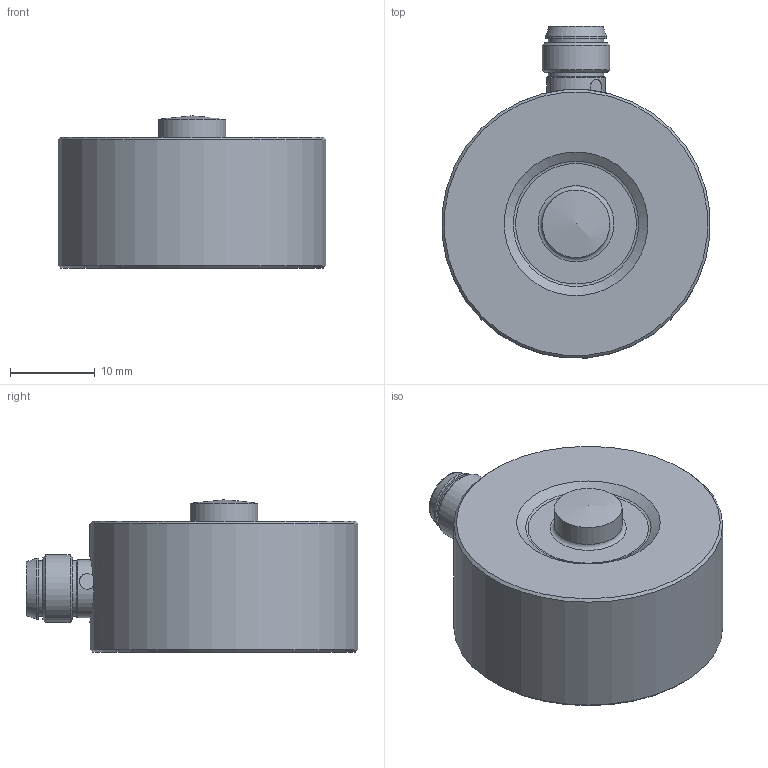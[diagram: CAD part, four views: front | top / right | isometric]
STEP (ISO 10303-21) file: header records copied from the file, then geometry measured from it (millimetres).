
FILE_DESCRIPTION( ( 'Unknown' ), '1' );
FILE_NAME( 'D0001001029-DLM30-BU.xxx.CP3.C4.stp', 'Unknown', ( 'Unknown' ), ( 'Unknown' ), 'PSStep 19.0.9', 'Unknown', ' ' );
FILE_SCHEMA( ( 'AUTOMOTIVE_DESIGN { 1 0 10303 214 1 1 1 1 }' ) );
Length unit declared in the file: millimetre
Products named in the file (1): 11216045
Bounding box: 31.68 x 39.24 x 18 mm (x, y, z)
Volume: 12121.4 mm3; surface area: 3922.5 mm2
Topology: 1 solids, 1 shells, 68 faces, 151 edges, 93 vertices
Faces by surface type: cylinder 35, plane 14, cone 12, sphere 5, torus 2
Full cylindrical faces by diameter (mm): 1 x4, 2.459 x8, 5.8 x1, 6.4 x1, 6.6 x2, 6.9 x1, 7.2 x1, 8 x3, 21 x1, 31.8 x1
Entity records: 2519 total; most frequent: CARTESIAN_POINT 387, DIRECTION 264, PRESENTATION_STYLE_ASSIGNMENT 158, COLOUR_RGB 158, ORIENTED_EDGE 152, AXIS2_PLACEMENT_3D 132, EDGE_LOOP 122, STYLED_ITEM 117
